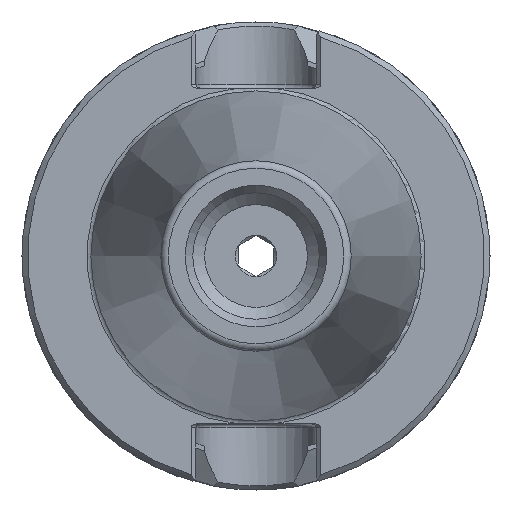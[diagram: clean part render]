
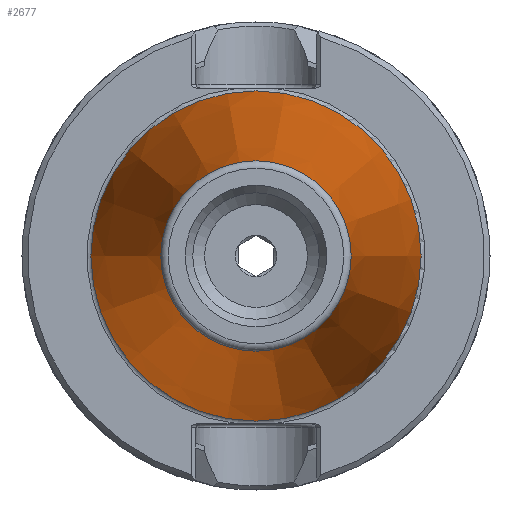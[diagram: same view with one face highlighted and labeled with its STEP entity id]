
A CAD part, left-side view. The second image highlights one B-rep face of the part: STEP entity #2677.
In plain terms, the highlighted conical face has half-angle 8.297 degrees and reference radius 17.456 mm.
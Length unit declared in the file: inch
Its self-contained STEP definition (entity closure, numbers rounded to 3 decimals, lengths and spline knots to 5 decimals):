
#437=CONICAL_SURFACE('',#2905,0.68724,8.297);
#668=FACE_BOUND('',#954,.T.);
#754=FACE_OUTER_BOUND('',#953,.T.);
#953=EDGE_LOOP('',(#2083));
#954=EDGE_LOOP('',(#2084));
#1130=CIRCLE('',#2888,0.875);
#1138=CIRCLE('',#2903,0.50448);
#1310=VERTEX_POINT('',#4282);
#1318=VERTEX_POINT('',#4305);
#1604=EDGE_CURVE('',#1310,#1310,#1130,.T.);
#1612=EDGE_CURVE('',#1318,#1318,#1138,.T.);
#2083=ORIENTED_EDGE('',*,*,#1604,.T.);
#2084=ORIENTED_EDGE('',*,*,#1612,.F.);
#2677=ADVANCED_FACE('',(#754,#668),#437,.T.);
#2888=AXIS2_PLACEMENT_3D('',#4283,#3337,#3338);
#2903=AXIS2_PLACEMENT_3D('',#4306,#3367,#3368);
#2905=AXIS2_PLACEMENT_3D('',#4308,#3371,#3372);
#3337=DIRECTION('center_axis',(-1.,0.,0.));
#3338=DIRECTION('ref_axis',(0.,1.,0.));
#3367=DIRECTION('center_axis',(-1.,0.,0.));
#3368=DIRECTION('ref_axis',(0.,-1.,0.));
#3371=DIRECTION('center_axis',(1.,0.,0.));
#3372=DIRECTION('ref_axis',(0.,1.,0.));
#4282=CARTESIAN_POINT('',(0.00001,0.875,0.));
#4283=CARTESIAN_POINT('Origin',(0.00001,0.,0.));
#4305=CARTESIAN_POINT('',(-2.54077,0.50448,0.));
#4306=CARTESIAN_POINT('Origin',(-2.54077,0.,
0.));
#4308=CARTESIAN_POINT('Origin',(-1.2875,0.,0.));
